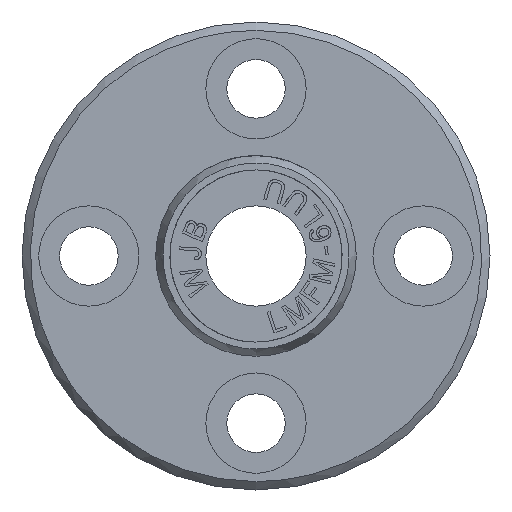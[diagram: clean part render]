
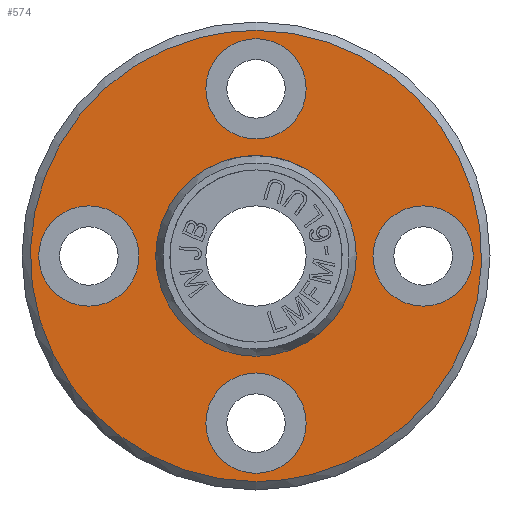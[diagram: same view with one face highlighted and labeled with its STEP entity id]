
A CAD part, left-side view. The second image highlights one B-rep face of the part: STEP entity #574.
In plain terms, the highlighted planar face has unit normal (-1, 0, 0).
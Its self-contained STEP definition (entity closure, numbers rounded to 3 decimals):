
#574=ADVANCED_FACE('',(#1326,#1327,#1328,#1329,#1330,#1331),#942,.T.);
#942=PLANE('',#6925);
#1216=CIRCLE('',#6917,3.);
#1217=CIRCLE('',#6918,3.);
#1218=CIRCLE('',#6919,3.);
#1219=CIRCLE('',#6920,3.);
#1220=CIRCLE('',#6921,3.);
#1221=CIRCLE('',#6922,3.);
#1222=CIRCLE('',#6923,3.);
#1223=CIRCLE('',#6924,3.);
#1326=FACE_BOUND('',#1445,.T.);
#1327=FACE_BOUND('',#1446,.T.);
#1328=FACE_BOUND('',#1447,.T.);
#1329=FACE_BOUND('',#1448,.T.);
#1330=FACE_BOUND('',#1449,.T.);
#1331=FACE_BOUND('',#1450,.T.);
#1445=EDGE_LOOP('',(#3223,#3224));
#1446=EDGE_LOOP('',(#3225,#3226));
#1447=EDGE_LOOP('',(#3227,#3228));
#1448=EDGE_LOOP('',(#3229,#3230));
#1449=EDGE_LOOP('',(#3231,#3232));
#1450=EDGE_LOOP('',(#3233,#3234));
#3223=ORIENTED_EDGE('',*,*,#5779,.F.);
#3224=ORIENTED_EDGE('',*,*,#5780,.F.);
#3225=ORIENTED_EDGE('',*,*,#5781,.F.);
#3226=ORIENTED_EDGE('',*,*,#5782,.F.);
#3227=ORIENTED_EDGE('',*,*,#5783,.F.);
#3228=ORIENTED_EDGE('',*,*,#5784,.F.);
#3229=ORIENTED_EDGE('',*,*,#5785,.F.);
#3230=ORIENTED_EDGE('',*,*,#5786,.F.);
#3231=ORIENTED_EDGE('',*,*,#5787,.F.);
#3232=ORIENTED_EDGE('',*,*,#5788,.F.);
#3233=ORIENTED_EDGE('',*,*,#5789,.T.);
#3234=ORIENTED_EDGE('',*,*,#5790,.T.);
#5123=VERTEX_POINT('',#10155);
#5124=VERTEX_POINT('',#10156);
#5125=VERTEX_POINT('',#10168);
#5126=VERTEX_POINT('',#10169);
#5127=VERTEX_POINT('',#10172);
#5128=VERTEX_POINT('',#10173);
#5129=VERTEX_POINT('',#10176);
#5130=VERTEX_POINT('',#10177);
#5131=VERTEX_POINT('',#10180);
#5132=VERTEX_POINT('',#10181);
#5133=VERTEX_POINT('',#10193);
#5134=VERTEX_POINT('',#10194);
#5779=EDGE_CURVE('',#5123,#5124,#6523,.T.);
#5780=EDGE_CURVE('',#5124,#5123,#6524,.T.);
#5781=EDGE_CURVE('',#5125,#5126,#1216,.T.);
#5782=EDGE_CURVE('',#5126,#5125,#1217,.T.);
#5783=EDGE_CURVE('',#5127,#5128,#1218,.T.);
#5784=EDGE_CURVE('',#5128,#5127,#1219,.T.);
#5785=EDGE_CURVE('',#5129,#5130,#1220,.T.);
#5786=EDGE_CURVE('',#5130,#5129,#1221,.T.);
#5787=EDGE_CURVE('',#5131,#5132,#1222,.T.);
#5788=EDGE_CURVE('',#5132,#5131,#1223,.T.);
#5789=EDGE_CURVE('',#5133,#5134,#6525,.T.);
#5790=EDGE_CURVE('',#5134,#5133,#6526,.T.);
#6523=B_SPLINE_CURVE_WITH_KNOTS('',3,(#10145,#10146,#10147,#10148,#10149,
#10150,#10151,#10152,#10153,#10154),.UNSPECIFIED.,.F.,.F.,(4,2,2,2,4),(0.,
0.25,0.5,0.75,1.),.UNSPECIFIED.);
#6524=B_SPLINE_CURVE_WITH_KNOTS('',3,(#10157,#10158,#10159,#10160,#10161,
#10162,#10163,#10164,#10165,#10166),.UNSPECIFIED.,.F.,.F.,(4,2,2,2,4),(0.,
0.25,0.5,0.75,1.),.UNSPECIFIED.);
#6525=B_SPLINE_CURVE_WITH_KNOTS('',3,(#10183,#10184,#10185,#10186,#10187,
#10188,#10189,#10190,#10191,#10192),.UNSPECIFIED.,.F.,.F.,(4,2,2,2,4),(0.,
0.25,0.5,0.75,1.),.UNSPECIFIED.);
#6526=B_SPLINE_CURVE_WITH_KNOTS('',3,(#10195,#10196,#10197,#10198,#10199,
#10200,#10201,#10202,#10203,#10204),.UNSPECIFIED.,.F.,.F.,(4,2,2,2,4),(0.,
0.25,0.5,0.75,1.),.UNSPECIFIED.);
#6917=AXIS2_PLACEMENT_3D('',#10167,#7521,#7522);
#6918=AXIS2_PLACEMENT_3D('',#10170,#7523,#7524);
#6919=AXIS2_PLACEMENT_3D('',#10171,#7525,#7526);
#6920=AXIS2_PLACEMENT_3D('',#10174,#7527,#7528);
#6921=AXIS2_PLACEMENT_3D('',#10175,#7529,#7530);
#6922=AXIS2_PLACEMENT_3D('',#10178,#7531,#7532);
#6923=AXIS2_PLACEMENT_3D('',#10179,#7533,#7534);
#6924=AXIS2_PLACEMENT_3D('',#10182,#7535,#7536);
#6925=AXIS2_PLACEMENT_3D('',#10205,#7537,#7538);
#7521=DIRECTION('',(-1.,0.,0.));
#7522=DIRECTION('',(0.,0.,1.));
#7523=DIRECTION('',(-1.,0.,0.));
#7524=DIRECTION('',(0.,0.,1.));
#7525=DIRECTION('',(-1.,0.,0.));
#7526=DIRECTION('',(0.,0.,1.));
#7527=DIRECTION('',(-1.,0.,0.));
#7528=DIRECTION('',(0.,0.,1.));
#7529=DIRECTION('',(-1.,0.,0.));
#7530=DIRECTION('',(0.,0.,1.));
#7531=DIRECTION('',(-1.,0.,0.));
#7532=DIRECTION('',(0.,0.,1.));
#7533=DIRECTION('',(-1.,0.,0.));
#7534=DIRECTION('',(0.,0.,1.));
#7535=DIRECTION('',(-1.,0.,0.));
#7536=DIRECTION('',(0.,0.,1.));
#7537=DIRECTION('',(-1.,0.,0.));
#7538=DIRECTION('',(0.,0.,1.));
#10145=CARTESIAN_POINT('',(0.,0.,
13.5));
#10146=CARTESIAN_POINT('',(0.,-3.534,13.5));
#10147=CARTESIAN_POINT('',(0.,-7.047,12.045));
#10148=CARTESIAN_POINT('',(0.,-12.045,7.047));
#10149=CARTESIAN_POINT('',(0.,-13.5,3.534));
#10150=CARTESIAN_POINT('',(0.,-13.5,-3.534));
#10151=CARTESIAN_POINT('',(0.,-12.045,-7.047));
#10152=CARTESIAN_POINT('',(0.,-7.047,-12.045));
#10153=CARTESIAN_POINT('',(0.,-3.534,-13.5));
#10154=CARTESIAN_POINT('',(0.,0.,
-13.5));
#10155=CARTESIAN_POINT('',(0.,0.,13.5));
#10156=CARTESIAN_POINT('',(0.,0.,-13.5));
#10157=CARTESIAN_POINT('',(0.,0.,
-13.5));
#10158=CARTESIAN_POINT('',(0.,3.534,-13.5));
#10159=CARTESIAN_POINT('',(0.,7.047,-12.045));
#10160=CARTESIAN_POINT('',(0.,12.045,-7.047));
#10161=CARTESIAN_POINT('',(0.,13.5,-3.534));
#10162=CARTESIAN_POINT('',(0.,13.5,3.534));
#10163=CARTESIAN_POINT('',(0.,12.045,7.047));
#10164=CARTESIAN_POINT('',(0.,7.047,12.045));
#10165=CARTESIAN_POINT('',(0.,3.534,13.5));
#10166=CARTESIAN_POINT('',(0.,0.,
13.5));
#10167=CARTESIAN_POINT('',(0.,10.,0.));
#10168=CARTESIAN_POINT('',(0.,7.,0.));
#10169=CARTESIAN_POINT('',(0.,13.,0.));
#10170=CARTESIAN_POINT('',(0.,10.,0.));
#10171=CARTESIAN_POINT('',(0.,-10.,0.));
#10172=CARTESIAN_POINT('',(0.,-13.,0.));
#10173=CARTESIAN_POINT('',(0.,-7.,0.));
#10174=CARTESIAN_POINT('',(0.,-10.,0.));
#10175=CARTESIAN_POINT('',(0.,0.,10.));
#10176=CARTESIAN_POINT('',(0.,-3.,10.));
#10177=CARTESIAN_POINT('',(0.,3.,10.));
#10178=CARTESIAN_POINT('',(0.,0.,10.));
#10179=CARTESIAN_POINT('',(0.,0.,-10.));
#10180=CARTESIAN_POINT('',(0.,-3.,-10.));
#10181=CARTESIAN_POINT('',(0.,3.,-10.));
#10182=CARTESIAN_POINT('',(0.,0.,-10.));
#10183=CARTESIAN_POINT('',(0.,0.,5.809));
#10184=CARTESIAN_POINT('',(0.,-1.527,5.809));
#10185=CARTESIAN_POINT('',(0.,-3.031,5.184));
#10186=CARTESIAN_POINT('',(0.,-5.185,3.031));
#10187=CARTESIAN_POINT('',(0.,-5.809,1.523));
#10188=CARTESIAN_POINT('',(0.,-5.809,-1.523));
#10189=CARTESIAN_POINT('',(0.,-5.184,-3.031));
#10190=CARTESIAN_POINT('',(0.,-3.031,-5.185));
#10191=CARTESIAN_POINT('',(0.,-1.53,-5.809));
#10192=CARTESIAN_POINT('',(0.,0.,-5.809));
#10193=CARTESIAN_POINT('',(0.,0.,
5.809));
#10194=CARTESIAN_POINT('',(0.,0.,-5.809));
#10195=CARTESIAN_POINT('',(0.,0.,-5.809));
#10196=CARTESIAN_POINT('',(0.,1.527,-5.809));
#10197=CARTESIAN_POINT('',(0.,3.031,-5.184));
#10198=CARTESIAN_POINT('',(0.,5.185,-3.031));
#10199=CARTESIAN_POINT('',(0.,5.809,-1.523));
#10200=CARTESIAN_POINT('',(0.,5.809,1.523));
#10201=CARTESIAN_POINT('',(0.,5.184,3.031));
#10202=CARTESIAN_POINT('',(0.,3.031,5.185));
#10203=CARTESIAN_POINT('',(0.,1.53,5.809));
#10204=CARTESIAN_POINT('',(0.,0.,5.809));
#10205=CARTESIAN_POINT('',(0.,-13.77,-13.5));
